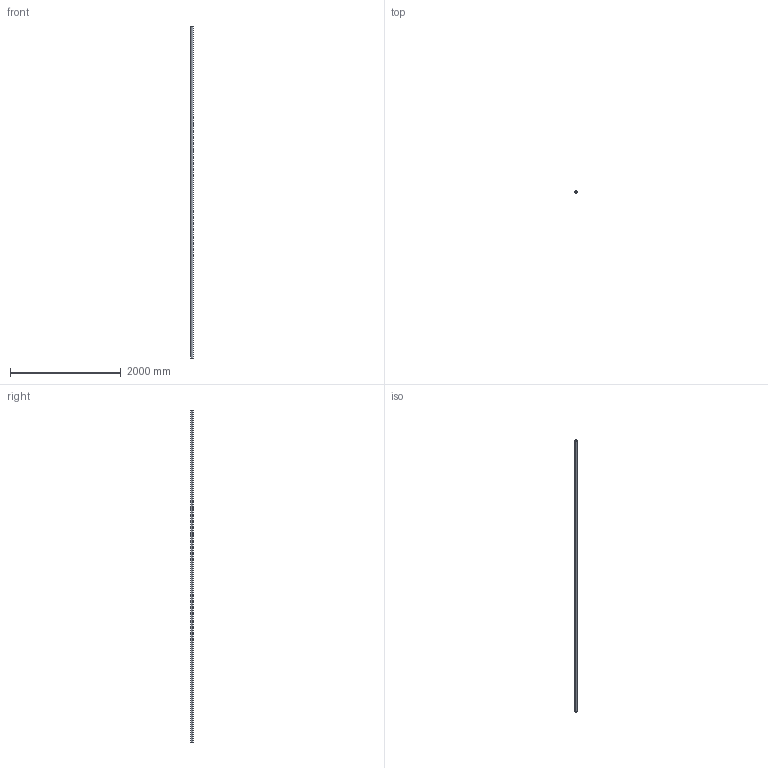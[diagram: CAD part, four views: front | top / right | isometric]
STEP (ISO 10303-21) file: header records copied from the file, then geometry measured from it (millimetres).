
FILE_DESCRIPTION (( 'STEP AP203' ), '1' );
FILE_NAME ('55140-STG.step', '2021-12-22T10:33:03', ( '' ), ( '' ), 'SwSTEP 2.0', 'SolidWorks 2018', '' );
FILE_SCHEMA (( 'CONFIG_CONTROL_DESIGN' ));
Length unit declared in the file: millimetre
Products named in the file (2): 55140-STG
Bounding box: 42.4 x 42.4 x 6000 mm (x, y, z)
Volume: 1880242.6 mm3; surface area: 1504830.8 mm2
Topology: 1 solids, 1 shells, 234 faces, 632 edges, 414 vertices
Faces by surface type: plane 105, bspline 97, cylinder 32
Entity records: 11341 total; most frequent: CARTESIAN_POINT 5961, ORIENTED_EDGE 1264, DIRECTION 788, EDGE_CURVE 632, VERTEX_POINT 414, LINE 310, VECTOR 310, EDGE_LOOP 250
